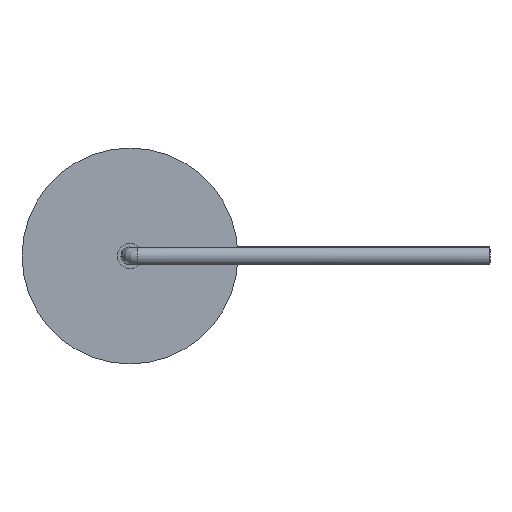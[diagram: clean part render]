
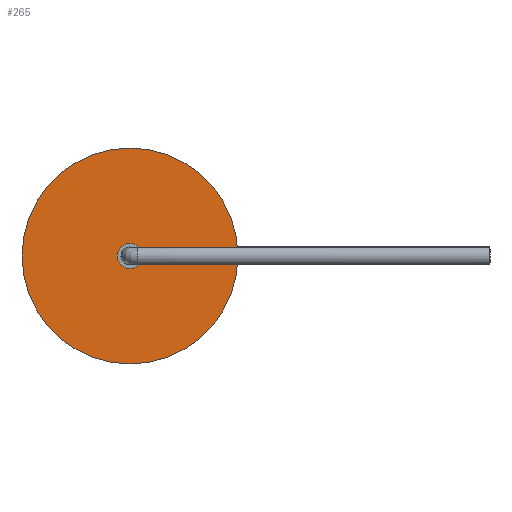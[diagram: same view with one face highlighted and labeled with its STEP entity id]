
A CAD part, left-side view. The second image highlights one B-rep face of the part: STEP entity #265.
In plain terms, the highlighted planar face has unit normal (-1, 0, 0).
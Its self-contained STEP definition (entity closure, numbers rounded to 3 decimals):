
#32=FACE_BOUND('',#76,.T.);
#41=PLANE('',#321);
#55=FACE_OUTER_BOUND('',#75,.T.);
#75=EDGE_LOOP('',(#224));
#76=EDGE_LOOP('',(#225));
#119=CIRCLE('',#320,0.35);
#120=CIRCLE('',#322,3.);
#143=VERTEX_POINT('',#530);
#144=VERTEX_POINT('',#534);
#170=EDGE_CURVE('',#143,#143,#119,.T.);
#172=EDGE_CURVE('',#144,#144,#120,.T.);
#224=ORIENTED_EDGE('',*,*,#172,.F.);
#225=ORIENTED_EDGE('',*,*,#170,.T.);
#265=ADVANCED_FACE('',(#55,#32),#41,.T.);
#320=AXIS2_PLACEMENT_3D('',#531,#393,#394);
#321=AXIS2_PLACEMENT_3D('',#533,#396,#397);
#322=AXIS2_PLACEMENT_3D('',#535,#398,#399);
#393=DIRECTION('center_axis',(1.,0.,0.));
#394=DIRECTION('ref_axis',(0.,0.,-1.));
#396=DIRECTION('center_axis',(-1.,0.,0.));
#397=DIRECTION('ref_axis',(0.,0.,1.));
#398=DIRECTION('center_axis',(1.,0.,0.));
#399=DIRECTION('ref_axis',(0.,0.,-1.));
#530=CARTESIAN_POINT('',(5.,-0.35,0.));
#531=CARTESIAN_POINT('Origin',(5.,0.,0.));
#533=CARTESIAN_POINT('Origin',(5.,3.,0.));
#534=CARTESIAN_POINT('',(5.,-3.,0.));
#535=CARTESIAN_POINT('Origin',(5.,0.,0.));
